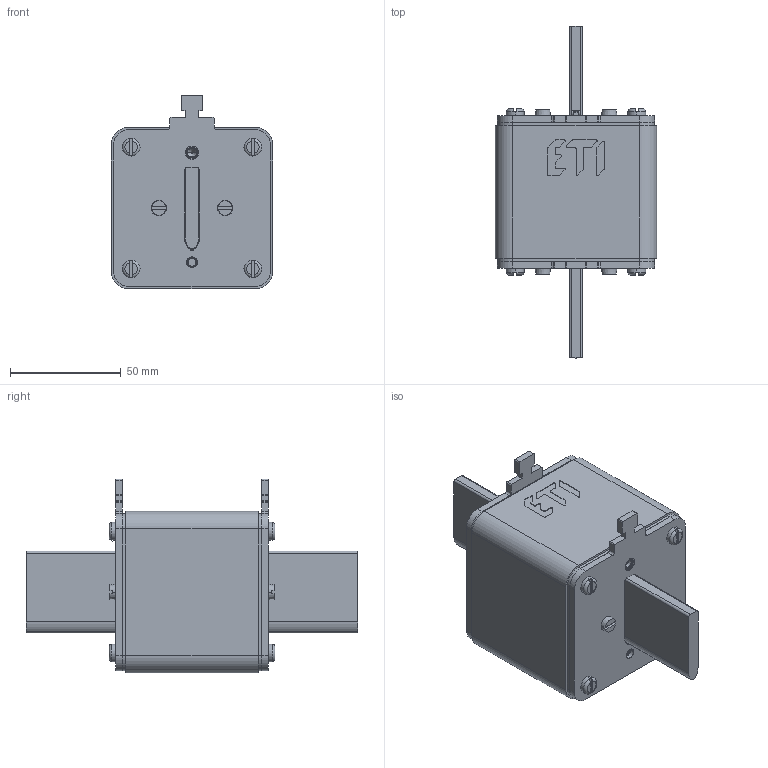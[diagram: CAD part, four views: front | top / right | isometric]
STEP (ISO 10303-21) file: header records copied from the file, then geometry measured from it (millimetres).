
FILE_DESCRIPTION((''),'2;1');
FILE_NAME('004745223_ASM','2021-12-22T14:23:40',('marketing.praksa'),('Audax d.o.o.'),'CREO PARAMETRIC BY PTC INC, 2021304','CREO PARAMETRIC BY PTC INC, 2021304','');
FILE_SCHEMA(('AP242_MANAGED_MODEL_BASED_3D_ENGINEERING_MIM_LF { 1 0 10303 442 1 1 4 }'));
Length unit declared in the file: millimetre
Products named in the file (13): 0000029784_2; 0000045934_1_1_2; 0000046026_1; 0000019000_AF0_1_1_2; 0000019002_AF0_2; 0000019004_ASM_1_1_ASM; 0000011586_AF1_1_1_2_3_4; 0000011580_1_1_2_3_4_5; 0000011599_1_1_2_3_4_5_6_7_8; 0000015360_1_1_2_3_4_5_6_7_8_10; 0000037876_1_1_2_3_4_5_6_7_8_9; 004745223_ASM_2_ASM; 004745223_ASM
Assembly tree (27 placements, depth 4):
  004745223_ASM
    004745223_ASM_2_ASM
      0000029784_2
      0000045934_1_1_2  x2
      0000046026_1  x2
      0000019004_ASM_1_1_ASM  x2
        0000019000_AF0_1_1_2
        0000019002_AF0_2
      0000011586_AF1_1_1_2_3_4
      0000011580_1_1_2_3_4_5  x2
      0000011599_1_1_2_3_4_5_6_7_8  x2
      0000015360_1_1_2_3_4_5_6_7_8_10  x8
      0000037876_1_1_2_3_4_5_6_7_8_9  x4
Bounding box: 73 x 150 x 87.5 mm (x, y, z)
Volume: 395618.7 mm3; surface area: 92999.1 mm2
Topology: 26 solids, 42 shells, 760 faces, 1879 edges, 1198 vertices
Faces by surface type: cylinder 321, plane 292, cone 72, torus 72, bspline 3
Entity records: 19925 total; most frequent: CARTESIAN_POINT 3109, DIRECTION 2281, ORIENTED_EDGE 1884, EDGE_CURVE 964, AXIS2_PLACEMENT_3D 891, PRESENTATION_STYLE_ASSIGNMENT 684, STYLED_ITEM 633, VERTEX_POINT 626
